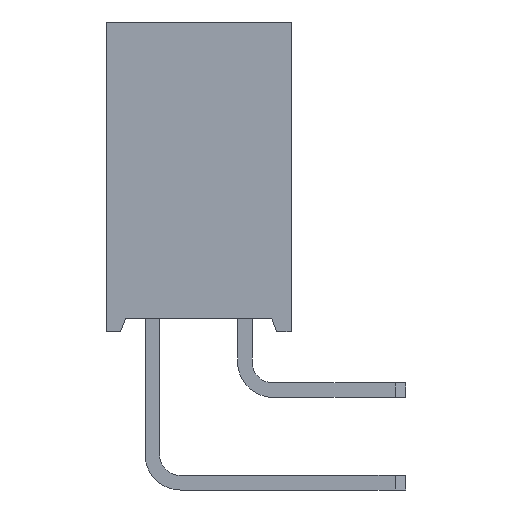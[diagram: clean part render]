
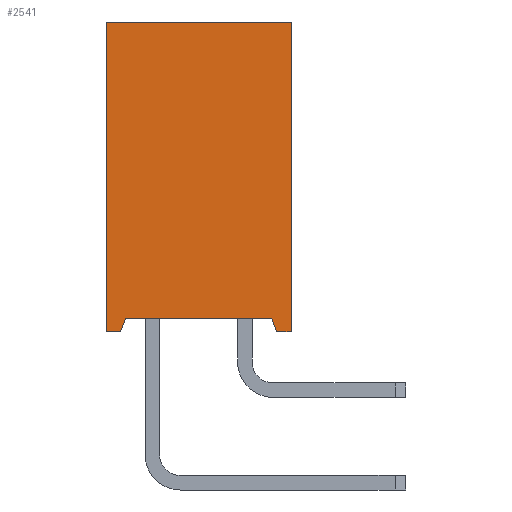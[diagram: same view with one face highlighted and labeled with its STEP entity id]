
A CAD part, left-side view. The second image highlights one B-rep face of the part: STEP entity #2541.
In plain terms, the highlighted planar face has unit normal (-1, 0, 0).
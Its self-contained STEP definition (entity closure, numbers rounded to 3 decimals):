
#43 = VERTEX_POINT ( 'NONE', #2536 ) ;
#76 = CARTESIAN_POINT ( 'NONE',  ( -2.79, 0.536, 3.245 ) ) ;
#85 = DIRECTION ( 'NONE',  ( 0., 1., 0. ) ) ;
#139 = LINE ( 'NONE', #1636, #2323 ) ;
#201 = VECTOR ( 'NONE', #459, 1000. ) ;
#254 = CARTESIAN_POINT ( 'NONE',  ( -2.79, 5.08, 11.37 ) ) ;
#256 = CARTESIAN_POINT ( 'NONE',  ( -2.79, 0.536, 3.245 ) ) ;
#258 = VERTEX_POINT ( 'NONE', #1427 ) ;
#305 = VERTEX_POINT ( 'NONE', #1715 ) ;
#339 = EDGE_CURVE ( 'NONE', #1575, #305, #1503, .T. ) ;
#459 = DIRECTION ( 'NONE',  ( 0., -0.342, 0.94 ) ) ;
#534 = VECTOR ( 'NONE', #800, 1000. ) ;
#553 = LINE ( 'NONE', #2592, #2125 ) ;
#614 = CARTESIAN_POINT ( 'NONE',  ( -2.79, 0.4, 2.87 ) ) ;
#733 = VECTOR ( 'NONE', #2529, 1000. ) ;
#741 = ORIENTED_EDGE ( 'NONE', *, *, #1510, .T. ) ;
#800 = DIRECTION ( 'NONE',  ( 0., 0., -1. ) ) ;
#860 = VERTEX_POINT ( 'NONE', #2634 ) ;
#879 = DIRECTION ( 'NONE',  ( 0., 0., 1. ) ) ;
#881 = AXIS2_PLACEMENT_3D ( 'NONE', #2937, #2498, #879 ) ;
#882 = VECTOR ( 'NONE', #1679, 1000. ) ;
#1088 = VERTEX_POINT ( 'NONE', #614 ) ;
#1115 = ORIENTED_EDGE ( 'NONE', *, *, #1419, .T. ) ;
#1125 = VECTOR ( 'NONE', #2412, 1000. ) ;
#1128 = PLANE ( 'NONE',  #881 ) ;
#1212 = EDGE_CURVE ( 'NONE', #1362, #1088, #2531, .T. ) ;
#1213 = LINE ( 'NONE', #2128, #201 ) ;
#1323 = VECTOR ( 'NONE', #1676, 1000. ) ;
#1362 = VERTEX_POINT ( 'NONE', #76 ) ;
#1397 = DIRECTION ( 'NONE',  ( 0., -1., 0. ) ) ;
#1399 = ORIENTED_EDGE ( 'NONE', *, *, #339, .T. ) ;
#1417 = LINE ( 'NONE', #1637, #1323 ) ;
#1419 = EDGE_CURVE ( 'NONE', #1088, #1575, #2727, .T. ) ;
#1427 = CARTESIAN_POINT ( 'NONE',  ( -2.79, 4.544, 3.245 ) ) ;
#1490 = LINE ( 'NONE', #2013, #534 ) ;
#1503 = LINE ( 'NONE', #1950, #1125 ) ;
#1510 = EDGE_CURVE ( 'NONE', #43, #860, #139, .T. ) ;
#1575 = VERTEX_POINT ( 'NONE', #2326 ) ;
#1580 = ORIENTED_EDGE ( 'NONE', *, *, #1759, .T. ) ;
#1636 = CARTESIAN_POINT ( 'NONE',  ( -2.79, 5.08, 2.87 ) ) ;
#1637 = CARTESIAN_POINT ( 'NONE',  ( -2.79, 4.544, 3.245 ) ) ;
#1676 = DIRECTION ( 'NONE',  ( 0., -1., 0. ) ) ;
#1679 = DIRECTION ( 'NONE',  ( 0., -0.342, -0.94 ) ) ;
#1715 = CARTESIAN_POINT ( 'NONE',  ( -2.79, 0., 11.37 ) ) ;
#1759 = EDGE_CURVE ( 'NONE', #1829, #43, #1490, .T. ) ;
#1829 = VERTEX_POINT ( 'NONE', #254 ) ;
#1843 = EDGE_CURVE ( 'NONE', #258, #1362, #1417, .T. ) ;
#1869 = CARTESIAN_POINT ( 'NONE',  ( -2.79, 0.4, 2.87 ) ) ;
#1950 = CARTESIAN_POINT ( 'NONE',  ( -2.79, 0., 2.87 ) ) ;
#1979 = FACE_OUTER_BOUND ( 'NONE', #2975, .T. ) ;
#2013 = CARTESIAN_POINT ( 'NONE',  ( -2.79, 5.08, 11.37 ) ) ;
#2050 = ORIENTED_EDGE ( 'NONE', *, *, #1212, .T. ) ;
#2125 = VECTOR ( 'NONE', #85, 1000. ) ;
#2128 = CARTESIAN_POINT ( 'NONE',  ( -2.79, 4.68, 2.87 ) ) ;
#2260 = EDGE_CURVE ( 'NONE', #860, #258, #1213, .T. ) ;
#2299 = EDGE_CURVE ( 'NONE', #305, #1829, #553, .T. ) ;
#2323 = VECTOR ( 'NONE', #1397, 1000. ) ;
#2326 = CARTESIAN_POINT ( 'NONE',  ( -2.79, 0., 2.87 ) ) ;
#2340 = ORIENTED_EDGE ( 'NONE', *, *, #1843, .T. ) ;
#2412 = DIRECTION ( 'NONE',  ( 0., 0., 1. ) ) ;
#2421 = ORIENTED_EDGE ( 'NONE', *, *, #2299, .T. ) ;
#2498 = DIRECTION ( 'NONE',  ( -1., 0., 0. ) ) ;
#2529 = DIRECTION ( 'NONE',  ( 0., -1., 0. ) ) ;
#2531 = LINE ( 'NONE', #256, #882 ) ;
#2536 = CARTESIAN_POINT ( 'NONE',  ( -2.79, 5.08, 2.87 ) ) ;
#2541 = ADVANCED_FACE ( 'NONE', ( #1979 ), #1128, .T. ) ;
#2557 = ORIENTED_EDGE ( 'NONE', *, *, #2260, .T. ) ;
#2592 = CARTESIAN_POINT ( 'NONE',  ( -2.79, 0., 11.37 ) ) ;
#2634 = CARTESIAN_POINT ( 'NONE',  ( -2.79, 4.68, 2.87 ) ) ;
#2727 = LINE ( 'NONE', #1869, #733 ) ;
#2937 = CARTESIAN_POINT ( 'NONE',  ( -2.79, 0., 0. ) ) ;
#2975 = EDGE_LOOP ( 'NONE', ( #2421, #1580, #741, #2557, #2340, #2050, #1115, #1399 ) ) ;
